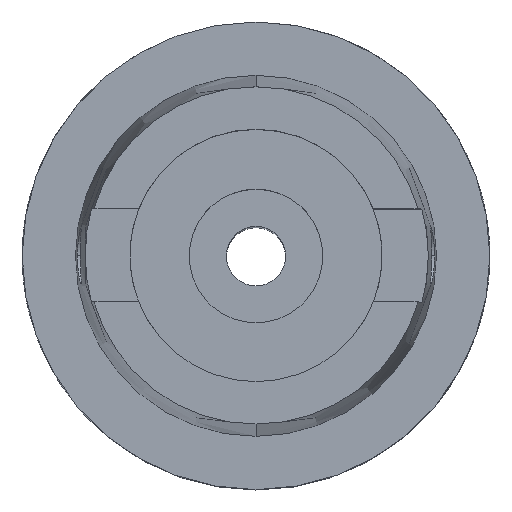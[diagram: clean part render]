
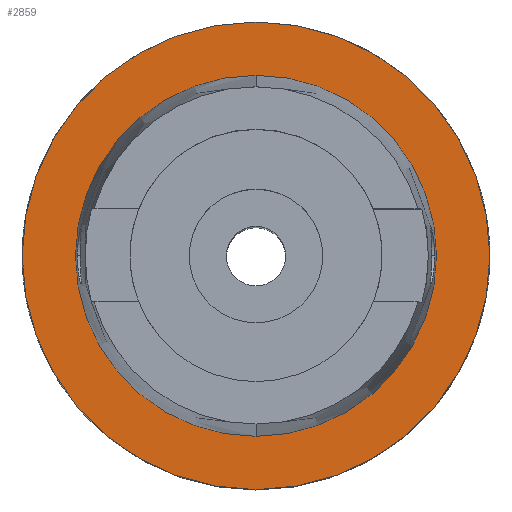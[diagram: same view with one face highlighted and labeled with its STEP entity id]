
A CAD part, top view. The second image highlights one B-rep face of the part: STEP entity #2859.
In plain terms, the highlighted planar face has unit normal (0, 0, 1).
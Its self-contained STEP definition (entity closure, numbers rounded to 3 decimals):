
#587=CARTESIAN_POINT('',(0.,0.,0.));
#588=DIRECTION('',(0.,0.,-1.));
#589=DIRECTION('',(0.,-1.,0.));
#590=AXIS2_PLACEMENT_3D('',#587,#588,#589);
#595=CARTESIAN_POINT('',(0.,0.,0.));
#596=DIRECTION('',(0.,0.,-1.));
#597=DIRECTION('',(0.,1.,0.));
#598=AXIS2_PLACEMENT_3D('',#595,#596,#597);
#603=CARTESIAN_POINT('',(0.,0.,0.));
#604=DIRECTION('',(0.,0.,1.));
#605=DIRECTION('',(0.,-1.,0.));
#606=AXIS2_PLACEMENT_3D('',#603,#604,#605);
#611=CARTESIAN_POINT('',(0.,0.,0.));
#612=DIRECTION('',(0.,0.,1.));
#613=DIRECTION('',(0.,1.,0.));
#614=AXIS2_PLACEMENT_3D('',#611,#612,#613);
#2215=CARTESIAN_POINT('',(0.,24.315,0.));
#2216=VERTEX_POINT('',#2215);
#2217=CARTESIAN_POINT('',(0.,-24.315,0.));
#2218=VERTEX_POINT('',#2217);
#2221=CARTESIAN_POINT('',(0.,-31.5,0.));
#2222=CARTESIAN_POINT('',(0.,31.5,0.));
#2223=VERTEX_POINT('',#2221);
#2224=VERTEX_POINT('',#2222);
#2844=CARTESIAN_POINT('',(0.,0.,0.));
#2845=DIRECTION('',(0.,0.,-1.));
#2846=DIRECTION('',(0.,-1.,0.));
#2847=AXIS2_PLACEMENT_3D('',#2844,#2845,#2846);
#2848=PLANE('',#2847);
#2850=ORIENTED_EDGE('',*,*,#2849,.T.);
#2852=ORIENTED_EDGE('',*,*,#2851,.T.);
#2853=EDGE_LOOP('',(#2850,#2852));
#2854=FACE_OUTER_BOUND('',#2853,.F.);
#2855=ORIENTED_EDGE('',*,*,#2832,.T.);
#2856=ORIENTED_EDGE('',*,*,#2769,.T.);
#2857=EDGE_LOOP('',(#2855,#2856));
#2858=FACE_BOUND('',#2857,.F.);
#591=CIRCLE('',#590,31.5);
#599=CIRCLE('',#598,31.5);
#607=CIRCLE('',#606,24.315);
#615=CIRCLE('',#614,24.315);
#2769=EDGE_CURVE('',#2216,#2218,#615,.T.);
#2832=EDGE_CURVE('',#2218,#2216,#607,.T.);
#2849=EDGE_CURVE('',#2223,#2224,#591,.T.);
#2851=EDGE_CURVE('',#2224,#2223,#599,.T.);
#2859=ADVANCED_FACE('',(#2854,#2858),#2848,.F.);
